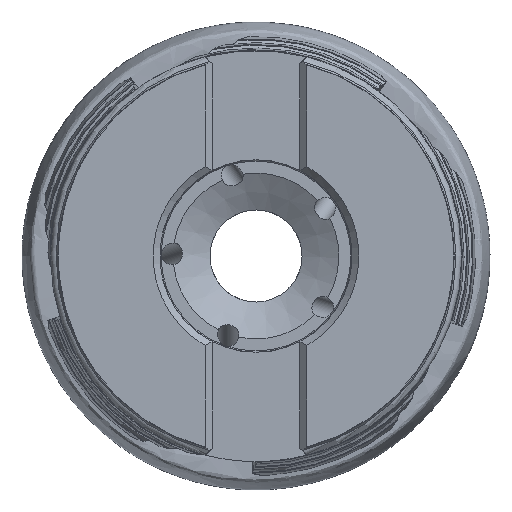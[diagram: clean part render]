
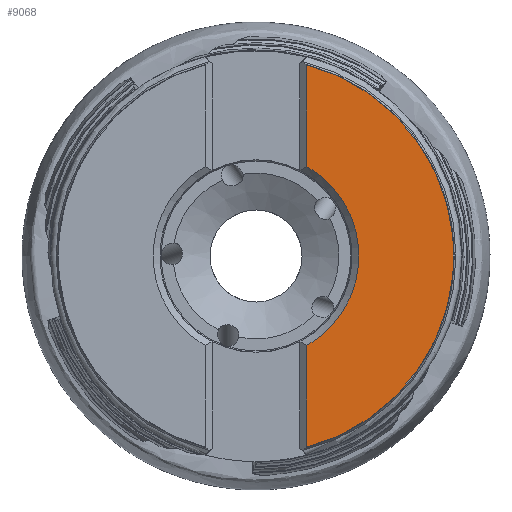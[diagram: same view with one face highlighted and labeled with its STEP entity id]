
A CAD part, left-side view. The second image highlights one B-rep face of the part: STEP entity #9068.
In plain terms, the highlighted planar face has unit normal (-1, 0, 0).
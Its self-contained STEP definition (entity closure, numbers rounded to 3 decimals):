
#9 = DIRECTION ( 'NONE',  ( 0., 0., -1. ) ) ;
#376 = VECTOR ( 'NONE', #9, 1000. ) ;
#536 = CIRCLE ( 'NONE', #10759, 27.922 ) ;
#1411 = CARTESIAN_POINT ( 'NONE',  ( -49., -7.15, 12.643 ) ) ;
#1665 = DIRECTION ( 'NONE',  ( 1., 0., 0. ) ) ;
#1739 = VERTEX_POINT ( 'NONE', #1411 ) ;
#1837 = CARTESIAN_POINT ( 'NONE',  ( -49., 0., 0. ) ) ;
#2328 = EDGE_CURVE ( 'NONE', #4332, #6748, #536, .T. ) ;
#2538 = EDGE_CURVE ( 'NONE', #3525, #6748, #10342, .T. ) ;
#2623 = LINE ( 'NONE', #10309, #376 ) ;
#3176 = CARTESIAN_POINT ( 'NONE',  ( -49., -7.15, -35. ) ) ;
#3265 = ORIENTED_EDGE ( 'NONE', *, *, #3584, .T. ) ;
#3525 = VERTEX_POINT ( 'NONE', #5896 ) ;
#3584 = EDGE_CURVE ( 'NONE', #4332, #1739, #2623, .T. ) ;
#4233 = ORIENTED_EDGE ( 'NONE', *, *, #9762, .T. ) ;
#4332 = VERTEX_POINT ( 'NONE', #7726 ) ;
#4433 = DIRECTION ( 'NONE',  ( -1., 0., 0. ) ) ;
#4904 = CARTESIAN_POINT ( 'NONE',  ( -49., 0., 0. ) ) ;
#5777 = DIRECTION ( 'NONE',  ( 0., 0., 1. ) ) ;
#5896 = CARTESIAN_POINT ( 'NONE',  ( -49., -7.15, -12.643 ) ) ;
#5904 = EDGE_LOOP ( 'NONE', ( #7316, #7567, #3265, #4233 ) ) ;
#6024 = VECTOR ( 'NONE', #8352, 1000. ) ;
#6166 = AXIS2_PLACEMENT_3D ( 'NONE', #6810, #1665, #7681 ) ;
#6748 = VERTEX_POINT ( 'NONE', #9958 ) ;
#6810 = CARTESIAN_POINT ( 'NONE',  ( -49., 0., 0. ) ) ;
#7161 = AXIS2_PLACEMENT_3D ( 'NONE', #1837, #4433, #10469 ) ;
#7316 = ORIENTED_EDGE ( 'NONE', *, *, #2538, .T. ) ;
#7567 = ORIENTED_EDGE ( 'NONE', *, *, #2328, .F. ) ;
#7681 = DIRECTION ( 'NONE',  ( 0., 0., 1. ) ) ;
#7726 = CARTESIAN_POINT ( 'NONE',  ( -49., -7.15, 26.991 ) ) ;
#8352 = DIRECTION ( 'NONE',  ( 0., 0., -1. ) ) ;
#8365 = CIRCLE ( 'NONE', #6166, 14.525 ) ;
#9068 = ADVANCED_FACE ( 'NONE', ( #10785 ), #9598, .T. ) ;
#9598 = PLANE ( 'NONE',  #7161 ) ;
#9762 = EDGE_CURVE ( 'NONE', #1739, #3525, #8365, .T. ) ;
#9958 = CARTESIAN_POINT ( 'NONE',  ( -49., -7.15, -26.991 ) ) ;
#10309 = CARTESIAN_POINT ( 'NONE',  ( -49., -7.15, -35. ) ) ;
#10342 = LINE ( 'NONE', #3176, #6024 ) ;
#10469 = DIRECTION ( 'NONE',  ( 0., 0., 1. ) ) ;
#10759 = AXIS2_PLACEMENT_3D ( 'NONE', #4904, #10950, #5777 ) ;
#10785 = FACE_OUTER_BOUND ( 'NONE', #5904, .T. ) ;
#10950 = DIRECTION ( 'NONE',  ( 1., 0., 0. ) ) ;
